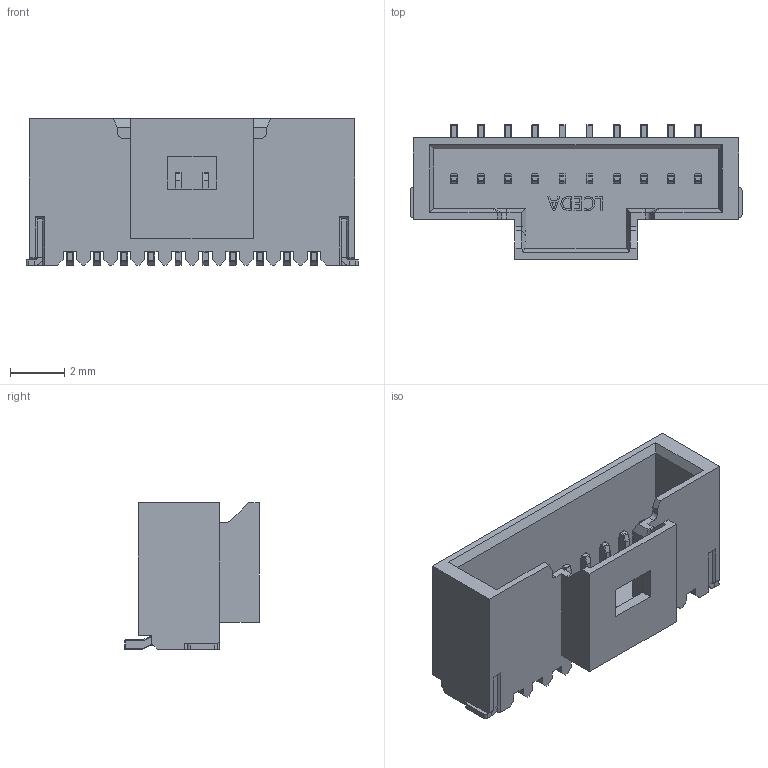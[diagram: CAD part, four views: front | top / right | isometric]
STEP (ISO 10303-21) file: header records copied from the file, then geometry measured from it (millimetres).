
FILE_DESCRIPTION (( 'STEP AP214' ), '1' );
FILE_NAME ('CONN-SMD-5013310907-P1.0-LS-10P.step', '2022-08-08T02:00:19', ( '' ), ( '' ), 'SwSTEP 2.0', 'SolidWorks 2020', '' );
FILE_SCHEMA (( 'AUTOMOTIVE_DESIGN' ));
Length unit declared in the file: millimetre
Products named in the file (1): CONN-SMD-5013310907-P1.0-LS-10P
Bounding box: 12.24 x 4.97 x 5.41 mm (x, y, z)
Volume: 100.8 mm3; surface area: 432.5 mm2
Topology: 14 solids, 14 shells, 1127 faces, 2716 edges, 1584 vertices
Faces by surface type: plane 499, cylinder 352, sphere 120, bspline 112, torus 40, cone 4
Entity records: 45366 total; most frequent: CARTESIAN_POINT 7772, ORIENTED_EDGE 5312, DIRECTION 4948, EDGE_CURVE 2656, VECTOR 1740, LINE 1740, AXIS2_PLACEMENT_3D 1604, VERTEX_POINT 1584
